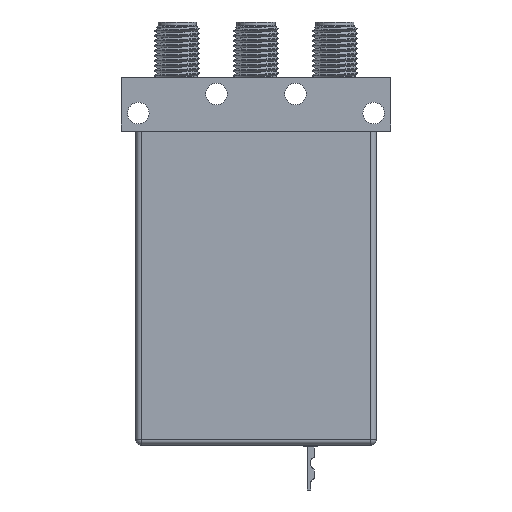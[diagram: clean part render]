
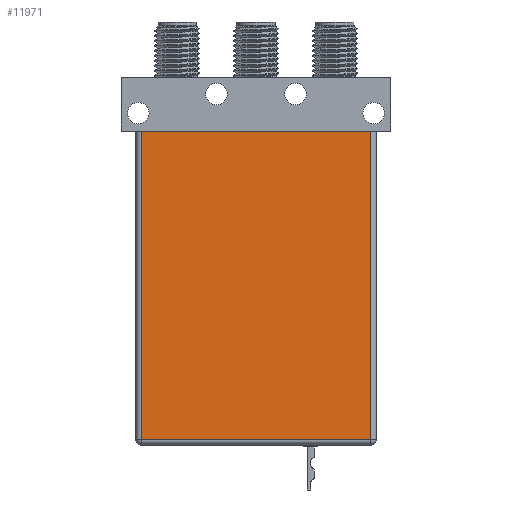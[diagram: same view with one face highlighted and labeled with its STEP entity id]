
A CAD part, front view. The second image highlights one B-rep face of the part: STEP entity #11971.
In plain terms, the highlighted planar face has unit normal (0, -1, 0).
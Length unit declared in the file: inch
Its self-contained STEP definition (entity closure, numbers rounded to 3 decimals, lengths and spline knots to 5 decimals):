
#190 = DIRECTION ( 'NONE',  ( 1., 0., 0. ) ) ;
#442 = EDGE_CURVE ( 'NONE', #13352, #10875, #13500, .T. ) ;
#446 = EDGE_LOOP ( 'NONE', ( #21784, #25331, #12879, #16167 ) ) ;
#574 = AXIS2_PLACEMENT_3D ( 'NONE', #3947, #11834, #23413 ) ;
#2137 = VECTOR ( 'NONE', #19864, 39.37008 ) ;
#2322 = CARTESIAN_POINT ( 'NONE',  ( 0.67, -0.26, -0.995 ) ) ;
#3353 = DIRECTION ( 'NONE',  ( 0., 0., 1. ) ) ;
#3448 = DIRECTION ( 'NONE',  ( 0., 0., -1. ) ) ;
#3524 = EDGE_CURVE ( 'NONE', #7956, #10875, #12893, .T. ) ;
#3947 = CARTESIAN_POINT ( 'NONE',  ( 0., -0.26, 0. ) ) ;
#4082 = VECTOR ( 'NONE', #190, 39.37008 ) ;
#5488 = CARTESIAN_POINT ( 'NONE',  ( -0.64, -0.26, -0.995 ) ) ;
#7809 = VECTOR ( 'NONE', #3448, 39.37008 ) ;
#7956 = VERTEX_POINT ( 'NONE', #21292 ) ;
#8482 = EDGE_CURVE ( 'NONE', #7956, #15122, #13629, .T. ) ;
#8682 = CARTESIAN_POINT ( 'NONE',  ( 0.64, -0.26, 0.725 ) ) ;
#10875 = VERTEX_POINT ( 'NONE', #19239 ) ;
#11834 = DIRECTION ( 'NONE',  ( 0., -1., 0. ) ) ;
#11971 = ADVANCED_FACE ( 'NONE', ( #21663 ), #15914, .T. ) ;
#12727 = CARTESIAN_POINT ( 'NONE',  ( 0.64, -0.26, -0.995 ) ) ;
#12879 = ORIENTED_EDGE ( 'NONE', *, *, #16146, .T. ) ;
#12893 = LINE ( 'NONE', #19951, #2137 ) ;
#13352 = VERTEX_POINT ( 'NONE', #12727 ) ;
#13500 = LINE ( 'NONE', #8682, #22703 ) ;
#13629 = LINE ( 'NONE', #23081, #7809 ) ;
#15122 = VERTEX_POINT ( 'NONE', #5488 ) ;
#15914 = PLANE ( 'NONE',  #574 ) ;
#16146 = EDGE_CURVE ( 'NONE', #15122, #13352, #25244, .T. ) ;
#16167 = ORIENTED_EDGE ( 'NONE', *, *, #442, .T. ) ;
#19239 = CARTESIAN_POINT ( 'NONE',  ( 0.64, -0.26, 0.725 ) ) ;
#19864 = DIRECTION ( 'NONE',  ( 1., 0., 0. ) ) ;
#19951 = CARTESIAN_POINT ( 'NONE',  ( 0., -0.26, 0.725 ) ) ;
#21292 = CARTESIAN_POINT ( 'NONE',  ( -0.64, -0.26, 0.725 ) ) ;
#21663 = FACE_OUTER_BOUND ( 'NONE', #446, .T. ) ;
#21784 = ORIENTED_EDGE ( 'NONE', *, *, #3524, .F. ) ;
#22703 = VECTOR ( 'NONE', #3353, 39.37008 ) ;
#23081 = CARTESIAN_POINT ( 'NONE',  ( -0.64, -0.26, -1.025 ) ) ;
#23413 = DIRECTION ( 'NONE',  ( 0., 0., -1. ) ) ;
#25244 = LINE ( 'NONE', #2322, #4082 ) ;
#25331 = ORIENTED_EDGE ( 'NONE', *, *, #8482, .T. ) ;
